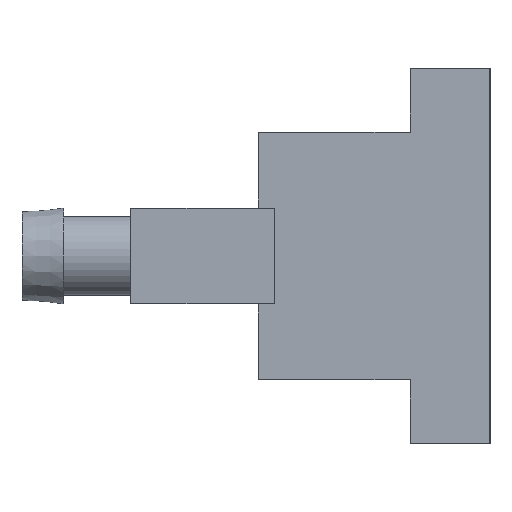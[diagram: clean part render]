
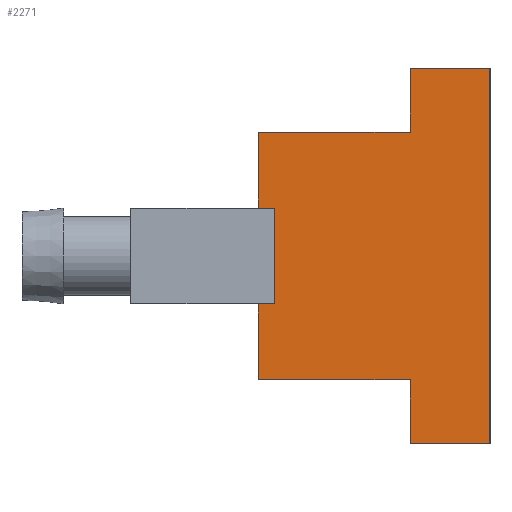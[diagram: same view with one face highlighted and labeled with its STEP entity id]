
A CAD part, left-side view. The second image highlights one B-rep face of the part: STEP entity #2271.
In plain terms, the highlighted planar face has unit normal (-1, 0, 0).
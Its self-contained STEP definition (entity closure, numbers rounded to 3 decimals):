
#89=LINE('',#3395,#213);
#96=LINE('',#3557,#220);
#99=LINE('',#3563,#223);
#100=LINE('',#3565,#224);
#101=LINE('',#3567,#225);
#102=LINE('',#3569,#226);
#103=LINE('',#3571,#227);
#104=LINE('',#3573,#228);
#105=LINE('',#3575,#229);
#106=LINE('',#3577,#230);
#107=LINE('',#3579,#231);
#108=LINE('',#3580,#232);
#213=VECTOR('',#2753,1.);
#220=VECTOR('',#2830,4.75);
#223=VECTOR('',#2835,6.);
#224=VECTOR('',#2836,1.);
#225=VECTOR('',#2837,4.75);
#226=VECTOR('',#2838,9.5);
#227=VECTOR('',#2839,4.);
#228=VECTOR('',#2840,5.);
#229=VECTOR('',#2841,23.5);
#230=VECTOR('',#2842,5.);
#231=VECTOR('',#2843,4.);
#232=VECTOR('',#2844,9.5);
#351=PLANE('',#2473);
#584=FACE_OUTER_BOUND('',#771,.T.);
#771=EDGE_LOOP('',(#1637,#1638,#1639,#1640,#1641,#1642,#1643,#1644,#1645,
#1646,#1647,#1648));
#1129=VERTEX_POINT('',#3392);
#1130=VERTEX_POINT('',#3394);
#1156=VERTEX_POINT('',#3556);
#1158=VERTEX_POINT('',#3562);
#1159=VERTEX_POINT('',#3564);
#1160=VERTEX_POINT('',#3566);
#1161=VERTEX_POINT('',#3568);
#1162=VERTEX_POINT('',#3570);
#1163=VERTEX_POINT('',#3572);
#1164=VERTEX_POINT('',#3574);
#1165=VERTEX_POINT('',#3576);
#1166=VERTEX_POINT('',#3578);
#1333=EDGE_CURVE('',#1129,#1130,#89,.T.);
#1360=EDGE_CURVE('',#1130,#1156,#96,.T.);
#1363=EDGE_CURVE('',#1158,#1129,#99,.T.);
#1364=EDGE_CURVE('',#1159,#1158,#100,.T.);
#1365=EDGE_CURVE('',#1159,#1160,#101,.T.);
#1366=EDGE_CURVE('',#1161,#1160,#102,.T.);
#1367=EDGE_CURVE('',#1161,#1162,#103,.T.);
#1368=EDGE_CURVE('',#1162,#1163,#104,.T.);
#1369=EDGE_CURVE('',#1164,#1163,#105,.T.);
#1370=EDGE_CURVE('',#1164,#1165,#106,.T.);
#1371=EDGE_CURVE('',#1166,#1165,#107,.T.);
#1372=EDGE_CURVE('',#1166,#1156,#108,.T.);
#1637=ORIENTED_EDGE('',*,*,#1360,.F.);
#1638=ORIENTED_EDGE('',*,*,#1333,.F.);
#1639=ORIENTED_EDGE('',*,*,#1363,.F.);
#1640=ORIENTED_EDGE('',*,*,#1364,.F.);
#1641=ORIENTED_EDGE('',*,*,#1365,.T.);
#1642=ORIENTED_EDGE('',*,*,#1366,.F.);
#1643=ORIENTED_EDGE('',*,*,#1367,.T.);
#1644=ORIENTED_EDGE('',*,*,#1368,.T.);
#1645=ORIENTED_EDGE('',*,*,#1369,.F.);
#1646=ORIENTED_EDGE('',*,*,#1370,.T.);
#1647=ORIENTED_EDGE('',*,*,#1371,.F.);
#1648=ORIENTED_EDGE('',*,*,#1372,.T.);
#2271=ADVANCED_FACE('',(#584),#351,.T.);
#2473=AXIS2_PLACEMENT_3D('',#3561,#2833,#2834);
#2753=DIRECTION('',(0.,1.,0.));
#2830=DIRECTION('',(0.,0.,1.));
#2833=DIRECTION('center_axis',(-1.,0.,0.));
#2834=DIRECTION('ref_axis',(0.,0.,1.));
#2835=DIRECTION('',(0.,0.,1.));
#2836=DIRECTION('',(0.,-1.,0.));
#2837=DIRECTION('',(0.,0.,-1.));
#2838=DIRECTION('',(0.,1.,0.));
#2839=DIRECTION('',(0.,0.,-1.));
#2840=DIRECTION('',(0.,-1.,0.));
#2841=DIRECTION('',(0.,0.,-1.));
#2842=DIRECTION('',(0.,1.,0.));
#2843=DIRECTION('',(0.,0.,1.));
#2844=DIRECTION('',(0.,1.,0.));
#3392=CARTESIAN_POINT('',(-4.195,22.323,6.));
#3394=CARTESIAN_POINT('',(-4.195,23.323,6.));
#3395=CARTESIAN_POINT('',(-4.195,20.323,6.));
#3556=CARTESIAN_POINT('',(-4.195,23.323,10.75));
#3557=CARTESIAN_POINT('',(-4.195,23.323,-4.75));
#3561=CARTESIAN_POINT('Origin',(-4.195,8.823,10.75));
#3562=CARTESIAN_POINT('',(-4.195,22.323,0.));
#3563=CARTESIAN_POINT('',(-4.195,22.323,5.375));
#3564=CARTESIAN_POINT('',(-4.195,23.323,0.));
#3565=CARTESIAN_POINT('',(-4.195,20.323,0.));
#3566=CARTESIAN_POINT('',(-4.195,23.323,-4.75));
#3567=CARTESIAN_POINT('',(-4.195,23.323,10.75));
#3568=CARTESIAN_POINT('',(-4.195,13.823,-4.75));
#3569=CARTESIAN_POINT('',(-4.195,13.823,-4.75));
#3570=CARTESIAN_POINT('',(-4.195,13.823,-8.75));
#3571=CARTESIAN_POINT('',(-4.195,13.823,-4.75));
#3572=CARTESIAN_POINT('',(-4.195,8.823,-8.75));
#3573=CARTESIAN_POINT('',(-4.195,8.823,-8.75));
#3574=CARTESIAN_POINT('',(-4.195,8.823,14.75));
#3575=CARTESIAN_POINT('',(-4.195,8.823,-4.75));
#3576=CARTESIAN_POINT('',(-4.195,13.823,14.75));
#3577=CARTESIAN_POINT('',(-4.195,13.823,14.75));
#3578=CARTESIAN_POINT('',(-4.195,13.823,10.75));
#3579=CARTESIAN_POINT('',(-4.195,13.823,10.75));
#3580=CARTESIAN_POINT('',(-4.195,13.823,10.75));
